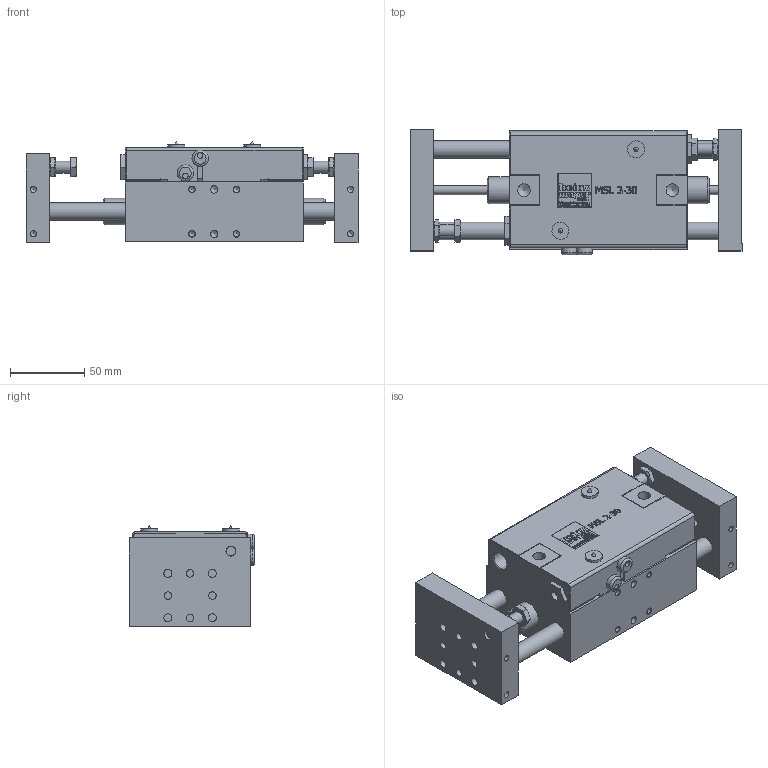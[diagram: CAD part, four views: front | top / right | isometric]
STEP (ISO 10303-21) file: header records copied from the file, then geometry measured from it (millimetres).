
FILE_DESCRIPTION((''),'2;1');
FILE_NAME('MSL2-30.stp','2012-09-28T07:31:54',('hartung_david'),(''),'Autodesk Inventor 2012','Autodesk Inventor 2012','');
FILE_SCHEMA(('AUTOMOTIVE_DESIGN { 1 0 10303 214 1 1 1 1 }'));
Length unit declared in the file: millimetre
Products named in the file (3): MSL2-30; MSL2-30-010; MSL2-30-020
Assembly tree (2 placements, depth 2):
  MSL2-30
    MSL2-30-010
    MSL2-30-020
Bounding box: 224 x 84.5 x 68.5 mm (x, y, z)
Volume: 748752.3 mm3; surface area: 139705.8 mm2
Topology: 2 solids, 30 shells, 1072 faces, 2744 edges, 1821 vertices
Faces by surface type: plane 530, bspline 242, cylinder 190, cone 108, torus 2
Full cylindrical faces by diameter (mm): 3.459 x2, 3.7 x2, 4 x2, 4.134 x24, 4.2 x12, 4.459 x12, 5 x14, 5.5 x8, 6 x6, 6.5 x2, 6.647 x2, 6.917 x2, 7 x2, 8 x6, 8.5 x2, 8.566 x2, 8.8 x2, 9.5 x4, 10 x8, 11 x8, 11.4 x2, 11.5 x2, 12 x12, 12.376 x2, 13 x2, 15 x6, 18 x2, 29 x2, 29.4 x2
Entity records: 33213 total; most frequent: CARTESIAN_POINT 9068, ORIENTED_EDGE 4732, DIRECTION 3949, EDGE_CURVE 2366, VERTEX_POINT 1685, EDGE_LOOP 1503, VECTOR 1357, LINE 1357
